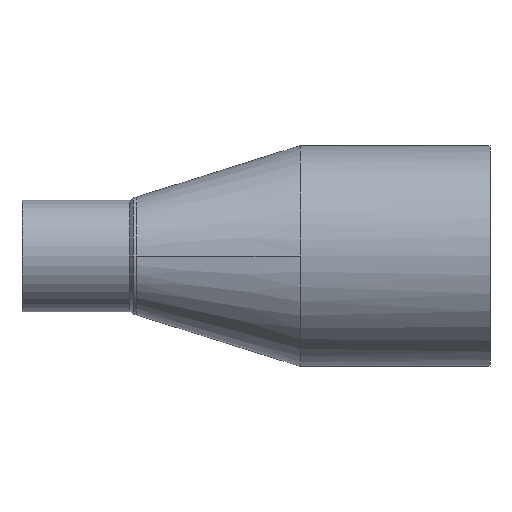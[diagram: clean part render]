
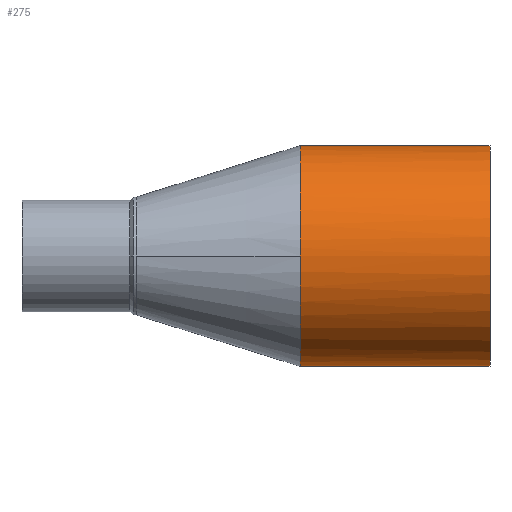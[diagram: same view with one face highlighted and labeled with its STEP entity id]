
A CAD part, front view. The second image highlights one B-rep face of the part: STEP entity #275.
In plain terms, the highlighted cylindrical face has radius 62.5 mm (diameter 125 mm), a partial arc.
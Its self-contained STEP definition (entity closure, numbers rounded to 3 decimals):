
#181 = VERTEX_POINT( '', #417 );
#187 = VERTEX_POINT( '', #423 );
#195 = VERTEX_POINT( '', #433 );
#197 = EDGE_CURVE( '', #313, #181, #435, .T. );
#223 = EDGE_CURVE( '', #195, #187, #462, .T. );
#235 = EDGE_CURVE( '', #257, #313, #474, .T. );
#247 = EDGE_CURVE( '', #181, #195, #489, .T. );
#257 = VERTEX_POINT( '', #499 );
#275 = ADVANCED_FACE( '', ( #519 ), #520, .T. );
#313 = VERTEX_POINT( '', #562 );
#329 = EDGE_CURVE( '', #187, #257, #578, .T. );
#417 = CARTESIAN_POINT( '', ( 265., 0., 62.5 ) );
#423 = CARTESIAN_POINT( '', ( 157.5, -62.5, 0. ) );
#433 = CARTESIAN_POINT( '', ( 157.5, 0., 62.5 ) );
#435 = CIRCLE( '', #1543, 62.5 );
#462 = B_SPLINE_CURVE_WITH_KNOTS( '', 3, ( #1605, #1606, #1607, #1608, #1609, #1610, #1611, #1612, #1613, #1614, #1615 ), .UNSPECIFIED., .F., .F., ( 4, 1, 1, 1, 1, 1, 1, 1, 4 ), ( 1.571, 1.767, 1.963, 2.16, 2.356, 2.553, 2.749, 2.945, 3.142 ), .UNSPECIFIED. );
#474 = LINE( '', #1645, #1646 );
#489 = LINE( '', #1664, #1665 );
#499 = CARTESIAN_POINT( '', ( 157.5, 0., -62.5 ) );
#519 = FACE_OUTER_BOUND( '', #1722, .T. );
#520 = CYLINDRICAL_SURFACE( '', #1723, 62.5 );
#562 = CARTESIAN_POINT( '', ( 265., 0., -62.5 ) );
#578 = B_SPLINE_CURVE_WITH_KNOTS( '', 3, ( #1872, #1873, #1874, #1875, #1876, #1877, #1878, #1879, #1880, #1881, #1882 ), .UNSPECIFIED., .F., .F., ( 4, 1, 1, 1, 1, 1, 1, 1, 4 ), ( 3.142, 3.338, 3.534, 3.731, 3.927, 4.123, 4.32, 4.516, 4.712 ), .UNSPECIFIED. );
#1543 = AXIS2_PLACEMENT_3D( '', #2279, #2280, #2281 );
#1605 = CARTESIAN_POINT( '', ( 157.5, 0., 62.5 ) );
#1606 = CARTESIAN_POINT( '', ( 157.5, -4.091, 62.5 ) );
#1607 = CARTESIAN_POINT( '', ( 157.5, -12.272, 61.694 ) );
#1608 = CARTESIAN_POINT( '', ( 157.5, -24.072, 58.115 ) );
#1609 = CARTESIAN_POINT( '', ( 157.5, -34.947, 52.302 ) );
#1610 = CARTESIAN_POINT( '', ( 157.5, -44.479, 44.479 ) );
#1611 = CARTESIAN_POINT( '', ( 157.5, -52.302, 34.947 ) );
#1612 = CARTESIAN_POINT( '', ( 157.5, -58.115, 24.072 ) );
#1613 = CARTESIAN_POINT( '', ( 157.5, -61.694, 12.272 ) );
#1614 = CARTESIAN_POINT( '', ( 157.5, -62.5, 4.091 ) );
#1615 = CARTESIAN_POINT( '', ( 157.5, -62.5, 0. ) );
#1645 = CARTESIAN_POINT( '', ( 157.5, 0., -62.5 ) );
#1646 = VECTOR( '', #2301, 1. );
#1664 = CARTESIAN_POINT( '', ( 157.5, 0., 62.5 ) );
#1665 = VECTOR( '', #2326, 1. );
#1722 = EDGE_LOOP( '', ( #2351, #2352, #2353, #2354, #2355 ) );
#1723 = AXIS2_PLACEMENT_3D( '', #2356, #2357, #2358 );
#1872 = CARTESIAN_POINT( '', ( 157.5, -62.5, 0. ) );
#1873 = CARTESIAN_POINT( '', ( 157.5, -62.5, -4.091 ) );
#1874 = CARTESIAN_POINT( '', ( 157.5, -61.694, -12.272 ) );
#1875 = CARTESIAN_POINT( '', ( 157.5, -58.115, -24.072 ) );
#1876 = CARTESIAN_POINT( '', ( 157.5, -52.302, -34.947 ) );
#1877 = CARTESIAN_POINT( '', ( 157.5, -44.479, -44.479 ) );
#1878 = CARTESIAN_POINT( '', ( 157.5, -34.947, -52.302 ) );
#1879 = CARTESIAN_POINT( '', ( 157.5, -24.072, -58.115 ) );
#1880 = CARTESIAN_POINT( '', ( 157.5, -12.272, -61.694 ) );
#1881 = CARTESIAN_POINT( '', ( 157.5, -4.091, -62.5 ) );
#1882 = CARTESIAN_POINT( '', ( 157.5, 0., -62.5 ) );
#2279 = CARTESIAN_POINT( '', ( 265., 0., 0. ) );
#2280 = DIRECTION( '', ( -1., 0., 0. ) );
#2281 = DIRECTION( '', ( 0., 0., -1. ) );
#2301 = DIRECTION( '', ( 1., 0., 0. ) );
#2326 = DIRECTION( '', ( -1., 0., 0. ) );
#2351 = ORIENTED_EDGE( '', *, *, #235, .T. );
#2352 = ORIENTED_EDGE( '', *, *, #197, .T. );
#2353 = ORIENTED_EDGE( '', *, *, #247, .T. );
#2354 = ORIENTED_EDGE( '', *, *, #223, .T. );
#2355 = ORIENTED_EDGE( '', *, *, #329, .T. );
#2356 = CARTESIAN_POINT( '', ( 157.5, 0., 0. ) );
#2357 = DIRECTION( '', ( -1., 0., 0. ) );
#2358 = DIRECTION( '', ( 0., 0., -1. ) );
